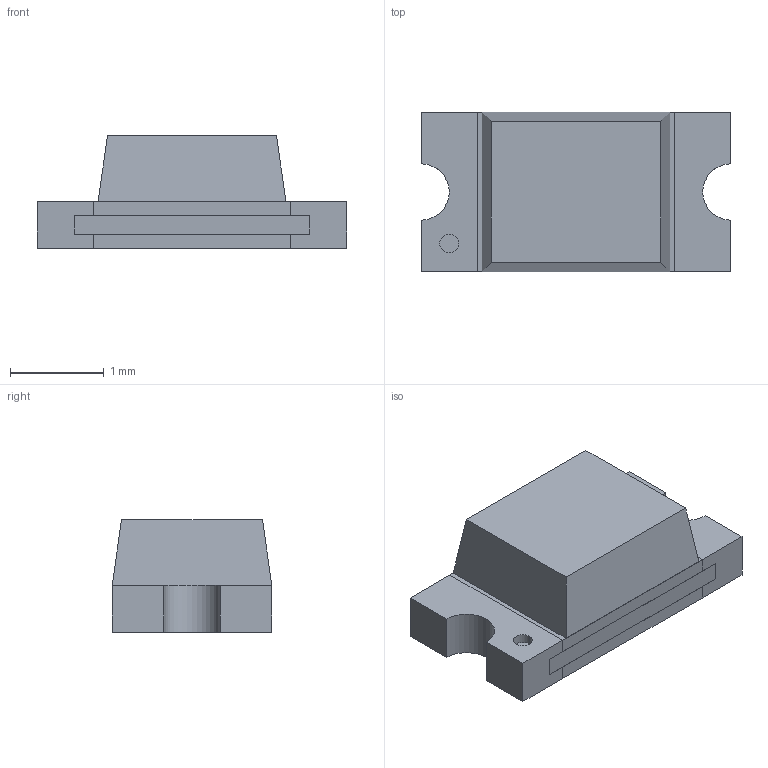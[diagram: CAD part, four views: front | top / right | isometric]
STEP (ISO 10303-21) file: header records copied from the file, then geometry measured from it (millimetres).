
FILE_DESCRIPTION((''),'2;1');
FILE_NAME('LED_AVAGO_HSMC-C150.stp','2013-06-18T14:08:44',(''),(''),'Mechanical Desktop 2011','Mechanical Desktop 2011',', , ');
FILE_SCHEMA(('AUTOMOTIVE_DESIGN { 1 2 10303 214 1 1 1 1 }'));
Length unit declared in the file: millimetre
Products named in the file (1): Product
Bounding box: 3.3 x 1.7 x 1.2 mm (x, y, z)
Volume: 4.8 mm3; surface area: 47.5 mm2
Topology: 6 solids, 6 shells, 51 faces, 114 edges, 76 vertices
Faces by surface type: plane 47, cylinder 4
Entity records: 1457 total; most frequent: CARTESIAN_POINT 242, ORIENTED_EDGE 228, DIRECTION 226, EDGE_CURVE 114, VECTOR 106, LINE 106, VERTEX_POINT 76, AXIS2_PLACEMENT_3D 60
